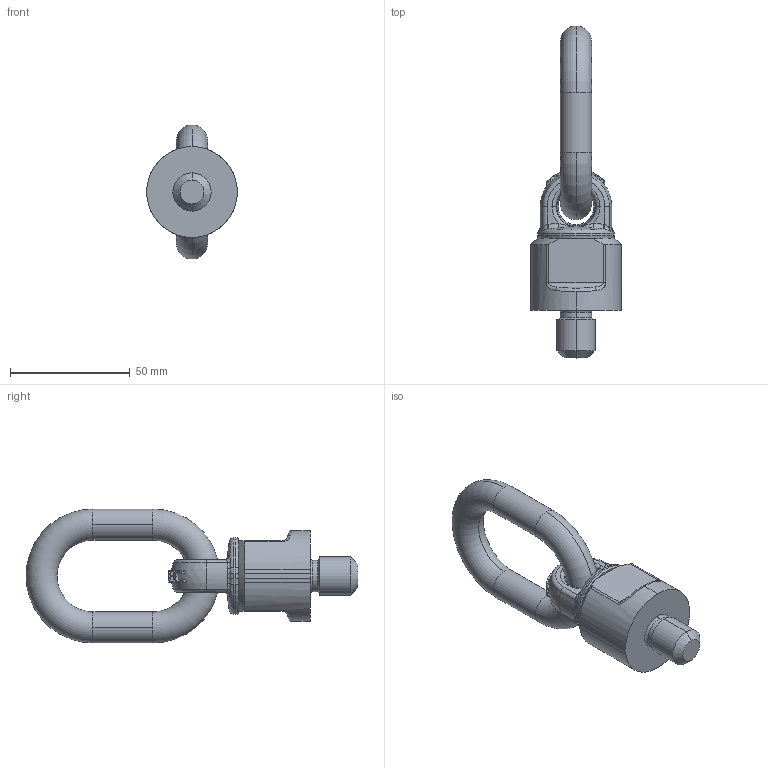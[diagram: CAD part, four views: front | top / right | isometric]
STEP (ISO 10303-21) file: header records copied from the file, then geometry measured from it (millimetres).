
FILE_DESCRIPTION(('STEP AP214'),'1');
FILE_NAME('c8000101620.stp','2018-01-22T13:29:51',('TraceParts'),('TraceParts S.A.'),'Spatial InterOp 3D',' ',' ');
FILE_SCHEMA(('automotive_design'));
Length unit declared in the file: millimetre
Products named in the file (3): c8000101620_1; c8000101620_2; c8000101620_3
Bounding box: 38 x 138.79 x 56 mm (x, y, z)
Volume: 67056.3 mm3; surface area: 20591.5 mm2
Topology: 3 solids, 3 shells, 242 faces, 634 edges, 405 vertices
Faces by surface type: plane 76, bspline 71, cylinder 38, torus 36, sphere 11, cone 10
Entity records: 12796 total; most frequent: CARTESIAN_POINT 5163, ORIENTED_EDGE 1268, DIRECTION 1099, EDGE_CURVE 634, AXIS2_PLACEMENT_3D 466, VERTEX_POINT 405, CIRCLE 277, EDGE_LOOP 253
